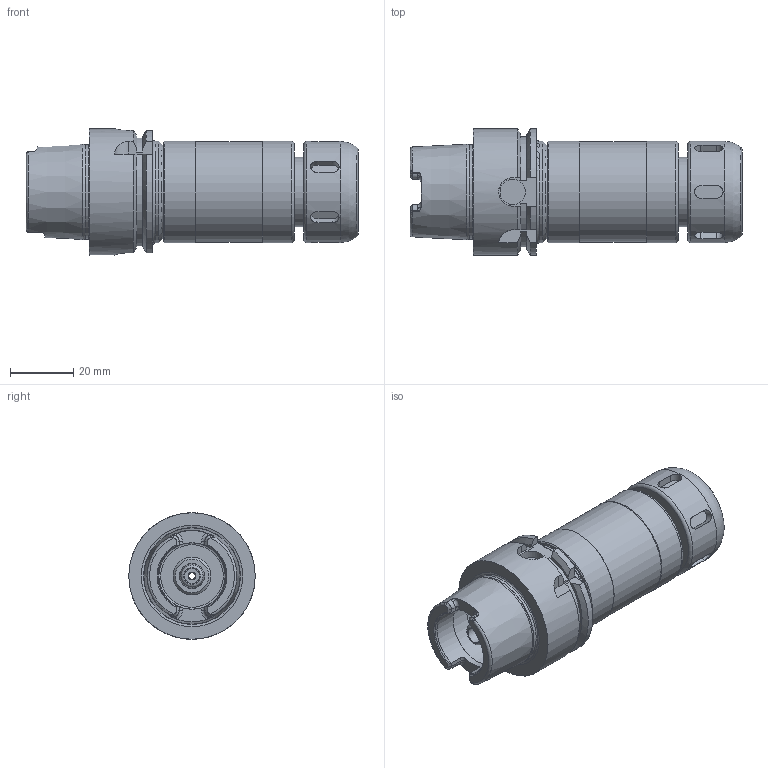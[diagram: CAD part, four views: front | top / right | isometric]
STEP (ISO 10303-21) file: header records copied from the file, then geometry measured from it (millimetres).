
FILE_DESCRIPTION((''),'2;1');
FILE_NAME('581013016085-3D.stp','2020-04-22T08:20:41',('nttooll'),(''),'Autodesk Inventor 2012','Autodesk Inventor 2012','');
FILE_SCHEMA(('AUTOMOTIVE_DESIGN { 1 0 10303 214 1 1 1 1 }'));
Length unit declared in the file: millimetre
Products named in the file (1): 581013016085-3D
Bounding box: 105 x 40 x 40 mm (x, y, z)
Volume: 70114 mm3; surface area: 20249.9 mm2
Topology: 1 solids, 1 shells, 209 faces, 474 edges, 291 vertices
Faces by surface type: plane 81, cylinder 67, cone 37, torus 23, bspline 1
Full cylindrical faces by diameter (mm): 2 x1, 2.309 x1, 2.5 x1, 4 x1, 4.3 x1, 4.9 x1, 5 x2, 5.103 x1, 5.8 x1, 6 x1, 6.5 x1, 7.5 x1, 8 x2, 10.5 x1, 12 x1, 12.8 x1, 14.75 x1, 21 x1, 21.8 x1, 22 x2, 22.2 x1, 25.5 x1, 29.8 x1, 30 x1, 31.8 x1, 32 x4, 40 x1
Entity records: 5825 total; most frequent: CARTESIAN_POINT 1399, DIRECTION 945, ORIENTED_EDGE 800, EDGE_CURVE 400, AXIS2_PLACEMENT_3D 392, EDGE_LOOP 305, VERTEX_POINT 287, FACE_OUTER_BOUND 209
